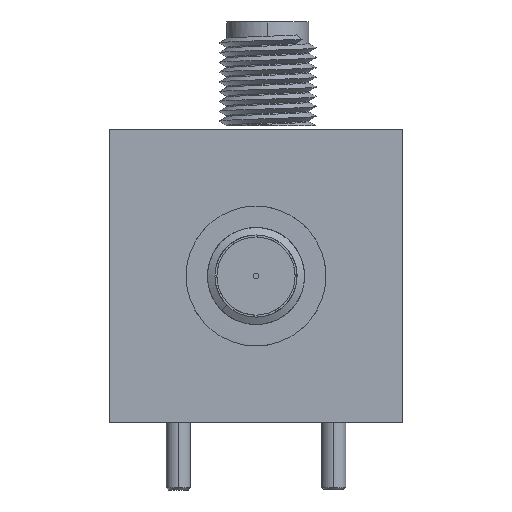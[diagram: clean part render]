
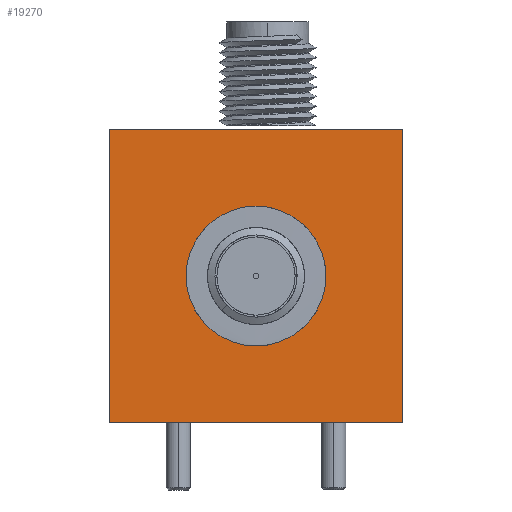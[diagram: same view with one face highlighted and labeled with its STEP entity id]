
A CAD part, left-side view. The second image highlights one B-rep face of the part: STEP entity #19270.
In plain terms, the highlighted planar face has unit normal (1, 0, 0).
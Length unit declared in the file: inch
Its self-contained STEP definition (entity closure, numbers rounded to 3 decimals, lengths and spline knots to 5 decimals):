
#61 = VECTOR ( 'NONE', #9974, 39.37008 ) ;
#549 = EDGE_CURVE ( 'NONE', #8616, #8001, #12959, .T. ) ;
#932 = PLANE ( 'NONE',  #15232 ) ;
#1664 = CARTESIAN_POINT ( 'NONE',  ( -1.47092, 0.45168, -0.01442 ) ) ;
#1906 = ORIENTED_EDGE ( 'NONE', *, *, #7527, .F. ) ;
#1957 = CARTESIAN_POINT ( 'NONE',  ( -1.47092, 0.07668, 0.16458 ) ) ;
#2437 = DIRECTION ( 'NONE',  ( -1., 0., 0. ) ) ;
#2442 = DIRECTION ( 'NONE',  ( 0., 0., -1. ) ) ;
#2668 = DIRECTION ( 'NONE',  ( 0., -1., 0. ) ) ;
#2737 = EDGE_LOOP ( 'NONE', ( #19110, #1906, #12678, #16371 ) ) ;
#2997 = LINE ( 'NONE', #12482, #9634 ) ;
#3453 = EDGE_CURVE ( 'NONE', #14958, #15704, #18402, .T. ) ;
#3669 = EDGE_CURVE ( 'NONE', #17516, #11821, #2997, .T. ) ;
#3683 = FACE_BOUND ( 'NONE', #9346, .T. ) ;
#5434 = CIRCLE ( 'NONE', #13704, 0.179 ) ;
#5526 = CARTESIAN_POINT ( 'NONE',  ( -1.47092, 0.45168, 0.16458 ) ) ;
#6328 = ORIENTED_EDGE ( 'NONE', *, *, #9433, .T. ) ;
#7024 = AXIS2_PLACEMENT_3D ( 'NONE', #5526, #2437, #15550 ) ;
#7527 = EDGE_CURVE ( 'NONE', #11821, #15704, #11085, .T. ) ;
#7996 = ORIENTED_EDGE ( 'NONE', *, *, #549, .T. ) ;
#8001 = VERTEX_POINT ( 'NONE', #19044 ) ;
#8522 = VECTOR ( 'NONE', #13766, 39.37008 ) ;
#8616 = VERTEX_POINT ( 'NONE', #1664 ) ;
#9346 = EDGE_LOOP ( 'NONE', ( #6328, #7996 ) ) ;
#9433 = EDGE_CURVE ( 'NONE', #8001, #8616, #5434, .T. ) ;
#9634 = VECTOR ( 'NONE', #2668, 39.37008 ) ;
#9974 = DIRECTION ( 'NONE',  ( 0., 0., 1. ) ) ;
#10592 = CARTESIAN_POINT ( 'NONE',  ( -1.47092, 0.82668, 0.53958 ) ) ;
#11085 = LINE ( 'NONE', #1957, #61 ) ;
#11332 = DIRECTION ( 'NONE',  ( 0., 0., 1. ) ) ;
#11821 = VERTEX_POINT ( 'NONE', #12434 ) ;
#12434 = CARTESIAN_POINT ( 'NONE',  ( -1.47092, 0.07668, -0.21042 ) ) ;
#12482 = CARTESIAN_POINT ( 'NONE',  ( -1.47092, 0.82668, -0.21042 ) ) ;
#12678 = ORIENTED_EDGE ( 'NONE', *, *, #3669, .F. ) ;
#12959 = CIRCLE ( 'NONE', #7024, 0.179 ) ;
#13704 = AXIS2_PLACEMENT_3D ( 'NONE', #18162, #19524, #11332 ) ;
#13766 = DIRECTION ( 'NONE',  ( 0., 0., 1. ) ) ;
#14031 = DIRECTION ( 'NONE',  ( 1., 0., 0. ) ) ;
#14440 = FACE_OUTER_BOUND ( 'NONE', #2737, .T. ) ;
#14958 = VERTEX_POINT ( 'NONE', #18891 ) ;
#15232 = AXIS2_PLACEMENT_3D ( 'NONE', #10592, #14031, #2442 ) ;
#15350 = DIRECTION ( 'NONE',  ( 0., -1., 0. ) ) ;
#15550 = DIRECTION ( 'NONE',  ( 0., 0., 1. ) ) ;
#15704 = VERTEX_POINT ( 'NONE', #18659 ) ;
#16371 = ORIENTED_EDGE ( 'NONE', *, *, #20499, .T. ) ;
#16931 = CARTESIAN_POINT ( 'NONE',  ( -1.47092, 0.82668, 0.53958 ) ) ;
#17516 = VERTEX_POINT ( 'NONE', #18453 ) ;
#18162 = CARTESIAN_POINT ( 'NONE',  ( -1.47092, 0.45168, 0.16458 ) ) ;
#18402 = LINE ( 'NONE', #20041, #18929 ) ;
#18453 = CARTESIAN_POINT ( 'NONE',  ( -1.47092, 0.82668, -0.21042 ) ) ;
#18659 = CARTESIAN_POINT ( 'NONE',  ( -1.47092, 0.07668, 0.53958 ) ) ;
#18891 = CARTESIAN_POINT ( 'NONE',  ( -1.47092, 0.82668, 0.53958 ) ) ;
#18929 = VECTOR ( 'NONE', #15350, 39.37008 ) ;
#19044 = CARTESIAN_POINT ( 'NONE',  ( -1.47092, 0.45168, 0.34358 ) ) ;
#19110 = ORIENTED_EDGE ( 'NONE', *, *, #3453, .T. ) ;
#19270 = ADVANCED_FACE ( 'NONE', ( #14440, #3683 ), #932, .T. ) ;
#19524 = DIRECTION ( 'NONE',  ( -1., 0., 0. ) ) ;
#20041 = CARTESIAN_POINT ( 'NONE',  ( -1.47092, 0.82668, 0.53958 ) ) ;
#20499 = EDGE_CURVE ( 'NONE', #17516, #14958, #21130, .T. ) ;
#21130 = LINE ( 'NONE', #16931, #8522 ) ;
